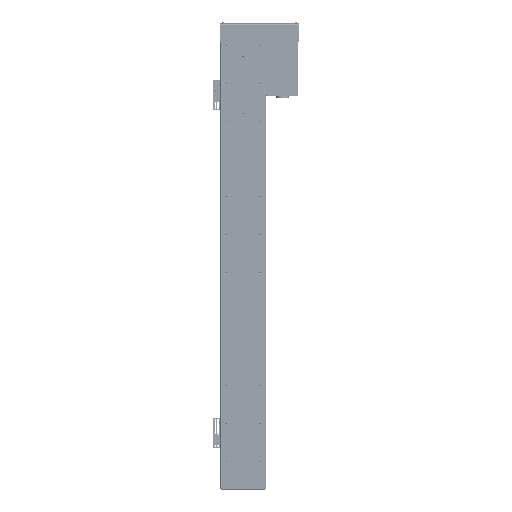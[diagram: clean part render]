
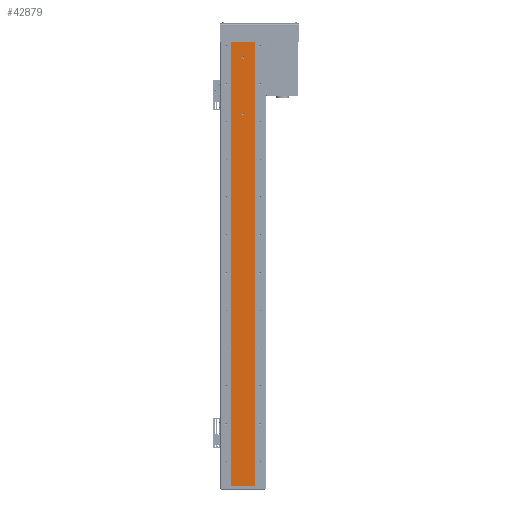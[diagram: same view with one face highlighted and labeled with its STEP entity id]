
A CAD part, front view. The second image highlights one B-rep face of the part: STEP entity #42879.
In plain terms, the highlighted planar face has unit normal (0, -1, 0).
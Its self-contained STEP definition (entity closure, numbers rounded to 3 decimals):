
#3008 = VERTEX_POINT ( 'NONE', #78129 ) ;
#3723 = LINE ( 'NONE', #52495, #53620 ) ;
#4936 = AXIS2_PLACEMENT_3D ( 'NONE', #17958, #101914, #46318 ) ;
#6775 = CARTESIAN_POINT ( 'NONE',  ( 0., 0., -43. ) ) ;
#6941 = CARTESIAN_POINT ( 'NONE',  ( 0., 0., -190. ) ) ;
#8279 = ORIENTED_EDGE ( 'NONE', *, *, #77221, .F. ) ;
#10885 = CIRCLE ( 'NONE', #60407, 3. ) ;
#11181 = CARTESIAN_POINT ( 'NONE',  ( 0., 0., -40. ) ) ;
#11886 = CARTESIAN_POINT ( 'NONE',  ( 0., 0., -190. ) ) ;
#14173 = CARTESIAN_POINT ( 'NONE',  ( 31., 0., 0. ) ) ;
#15154 = VERTEX_POINT ( 'NONE', #90520 ) ;
#15772 = ORIENTED_EDGE ( 'NONE', *, *, #107814, .F. ) ;
#16346 = DIRECTION ( 'NONE',  ( 0., 0., -1. ) ) ;
#17958 = CARTESIAN_POINT ( 'NONE',  ( -31., 0., -1374. ) ) ;
#19256 = EDGE_LOOP ( 'NONE', ( #15772, #30520, #58374, #104907 ) ) ;
#20632 = DIRECTION ( 'NONE',  ( 0., 0., -1. ) ) ;
#21381 = DIRECTION ( 'NONE',  ( 0., 0., -1. ) ) ;
#23588 = DIRECTION ( 'NONE',  ( 0., -1., 0. ) ) ;
#27243 = DIRECTION ( 'NONE',  ( 1., 0., 0. ) ) ;
#27405 = PLANE ( 'NONE',  #4936 ) ;
#27474 = FACE_OUTER_BOUND ( 'NONE', #19256, .T. ) ;
#28286 = DIRECTION ( 'NONE',  ( 0., 0., 1. ) ) ;
#30520 = ORIENTED_EDGE ( 'NONE', *, *, #54583, .T. ) ;
#32402 = EDGE_CURVE ( 'NONE', #3008, #81083, #116098, .T. ) ;
#40526 = AXIS2_PLACEMENT_3D ( 'NONE', #11181, #76637, #20632 ) ;
#41366 = EDGE_CURVE ( 'NONE', #56942, #102411, #90289, .T. ) ;
#41595 = CARTESIAN_POINT ( 'NONE',  ( -31., 0., 0. ) ) ;
#42879 = ADVANCED_FACE ( 'NONE', ( #74251, #49514, #27474 ), #27405, .T. ) ;
#45620 = AXIS2_PLACEMENT_3D ( 'NONE', #6941, #72418, #16346 ) ;
#46318 = DIRECTION ( 'NONE',  ( 0., 0., -1. ) ) ;
#46679 = VECTOR ( 'NONE', #27243, 1000. ) ;
#46863 = EDGE_LOOP ( 'NONE', ( #8279, #72744 ) ) ;
#47899 = VERTEX_POINT ( 'NONE', #100358 ) ;
#49514 = FACE_BOUND ( 'NONE', #116359, .T. ) ;
#49936 = EDGE_CURVE ( 'NONE', #15154, #77739, #10885, .T. ) ;
#50373 = EDGE_CURVE ( 'NONE', #77739, #15154, #72304, .T. ) ;
#50463 = VERTEX_POINT ( 'NONE', #91457 ) ;
#52495 = CARTESIAN_POINT ( 'NONE',  ( -31., 0., -1174. ) ) ;
#53620 = VECTOR ( 'NONE', #61450, 1000. ) ;
#54583 = EDGE_CURVE ( 'NONE', #50463, #102411, #113541, .T. ) ;
#56555 = CARTESIAN_POINT ( 'NONE',  ( 31., 0., -1374. ) ) ;
#56942 = VERTEX_POINT ( 'NONE', #41595 ) ;
#57794 = EDGE_CURVE ( 'NONE', #47899, #56942, #66496, .T. ) ;
#58374 = ORIENTED_EDGE ( 'NONE', *, *, #41366, .F. ) ;
#58453 = AXIS2_PLACEMENT_3D ( 'NONE', #79550, #23588, #88866 ) ;
#60407 = AXIS2_PLACEMENT_3D ( 'NONE', #11886, #77363, #21381 ) ;
#61450 = DIRECTION ( 'NONE',  ( -1., 0., 0. ) ) ;
#64851 = CIRCLE ( 'NONE', #40526, 3. ) ;
#66496 = LINE ( 'NONE', #79706, #112861 ) ;
#72304 = CIRCLE ( 'NONE', #45620, 3. ) ;
#72418 = DIRECTION ( 'NONE',  ( 0., -1., 0. ) ) ;
#72744 = ORIENTED_EDGE ( 'NONE', *, *, #32402, .F. ) ;
#74251 = FACE_BOUND ( 'NONE', #46863, .T. ) ;
#76637 = DIRECTION ( 'NONE',  ( 0., -1., 0. ) ) ;
#77221 = EDGE_CURVE ( 'NONE', #81083, #3008, #64851, .T. ) ;
#77363 = DIRECTION ( 'NONE',  ( 0., -1., 0. ) ) ;
#77739 = VERTEX_POINT ( 'NONE', #92744 ) ;
#78129 = CARTESIAN_POINT ( 'NONE',  ( 0., 0., -37. ) ) ;
#79550 = CARTESIAN_POINT ( 'NONE',  ( 0., 0., -40. ) ) ;
#79706 = CARTESIAN_POINT ( 'NONE',  ( -31., 0., -1374. ) ) ;
#81083 = VERTEX_POINT ( 'NONE', #6775 ) ;
#88866 = DIRECTION ( 'NONE',  ( 0., 0., -1. ) ) ;
#89007 = DIRECTION ( 'NONE',  ( 0., 0., 1. ) ) ;
#90195 = ORIENTED_EDGE ( 'NONE', *, *, #49936, .F. ) ;
#90289 = LINE ( 'NONE', #119575, #46679 ) ;
#90520 = CARTESIAN_POINT ( 'NONE',  ( 0., 0., -193. ) ) ;
#91457 = CARTESIAN_POINT ( 'NONE',  ( 31., 0., -1174. ) ) ;
#92744 = CARTESIAN_POINT ( 'NONE',  ( 0., 0., -187. ) ) ;
#100358 = CARTESIAN_POINT ( 'NONE',  ( -31., 0., -1174. ) ) ;
#101914 = DIRECTION ( 'NONE',  ( 0., -1., 0. ) ) ;
#102411 = VERTEX_POINT ( 'NONE', #14173 ) ;
#104907 = ORIENTED_EDGE ( 'NONE', *, *, #57794, .F. ) ;
#107814 = EDGE_CURVE ( 'NONE', #50463, #47899, #3723, .T. ) ;
#110630 = VECTOR ( 'NONE', #28286, 1000. ) ;
#112861 = VECTOR ( 'NONE', #89007, 1000. ) ;
#113541 = LINE ( 'NONE', #56555, #110630 ) ;
#116098 = CIRCLE ( 'NONE', #58453, 3. ) ;
#116359 = EDGE_LOOP ( 'NONE', ( #90195, #117712 ) ) ;
#117712 = ORIENTED_EDGE ( 'NONE', *, *, #50373, .F. ) ;
#119575 = CARTESIAN_POINT ( 'NONE',  ( -31., 0., 0. ) ) ;
